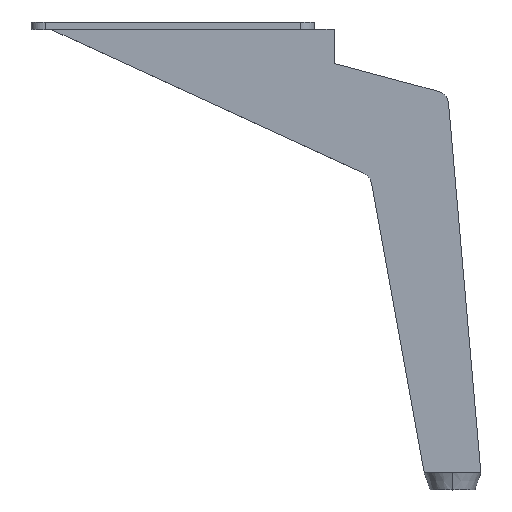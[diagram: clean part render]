
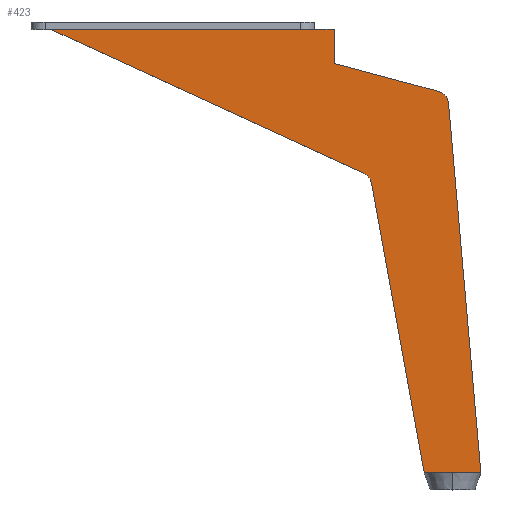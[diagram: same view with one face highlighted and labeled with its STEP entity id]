
A CAD part, top view. The second image highlights one B-rep face of the part: STEP entity #423.
In plain terms, the highlighted planar face has unit normal (0, 0, 1).
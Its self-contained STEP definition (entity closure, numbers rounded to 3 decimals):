
#17 = EDGE_CURVE ( 'NONE', #688, #1220, #910, .T. ) ;
#32 = CARTESIAN_POINT ( 'NONE',  ( 151.704, -159., 4. ) ) ;
#43 = EDGE_CURVE ( 'NONE', #1220, #1108, #270, .T. ) ;
#51 = CARTESIAN_POINT ( 'NONE',  ( 151.704, -159., 4. ) ) ;
#118 = EDGE_CURVE ( 'NONE', #1081, #606, #260, .T. ) ;
#126 = DIRECTION ( 'NONE',  ( 1., 0., 0. ) ) ;
#157 = DIRECTION ( 'NONE',  ( 0.179, -0.984, 0. ) ) ;
#185 = VERTEX_POINT ( 'NONE', #948 ) ;
#187 = VERTEX_POINT ( 'NONE', #439 ) ;
#204 = EDGE_CURVE ( 'NONE', #606, #926, #564, .T. ) ;
#209 = CARTESIAN_POINT ( 'NONE',  ( 132.539, -159., 4. ) ) ;
#213 = AXIS2_PLACEMENT_3D ( 'NONE', #729, #316, #421 ) ;
#234 = LINE ( 'NONE', #630, #1149 ) ;
#259 = EDGE_CURVE ( 'NONE', #926, #185, #1261, .T. ) ;
#260 = LINE ( 'NONE', #675, #624 ) ;
#264 = LINE ( 'NONE', #1086, #808 ) ;
#270 = CIRCLE ( 'NONE', #661, 5. ) ;
#308 = FACE_OUTER_BOUND ( 'NONE', #1236, .T. ) ;
#316 = DIRECTION ( 'NONE',  ( 0., 0., -1. ) ) ;
#340 = CARTESIAN_POINT ( 'NONE',  ( 0., -2.5, 4. ) ) ;
#342 = CARTESIAN_POINT ( 'NONE',  ( 112.662, -54.3, 4. ) ) ;
#347 = CARTESIAN_POINT ( 'NONE',  ( 150.87, -159., 4. ) ) ;
#365 = CARTESIAN_POINT ( 'NONE',  ( 100., -14.5, 4. ) ) ;
#371 = CARTESIAN_POINT ( 'NONE',  ( 151.704, -159., 4. ) ) ;
#373 = DIRECTION ( 'NONE',  ( 0., 1., 0. ) ) ;
#374 = CARTESIAN_POINT ( 'NONE',  ( 100., -14.5, 4. ) ) ;
#421 = DIRECTION ( 'NONE',  ( 1., 0., 0. ) ) ;
#423 = ADVANCED_FACE ( 'NONE', ( #308 ), #621, .T. ) ;
#425 = VERTEX_POINT ( 'NONE', #945 ) ;
#435 = ORIENTED_EDGE ( 'NONE', *, *, #480, .T. ) ;
#436 = VECTOR ( 'NONE', #776, 1000. ) ;
#439 = CARTESIAN_POINT ( 'NONE',  ( 113.128, -56.861, 4. ) ) ;
#480 = EDGE_CURVE ( 'NONE', #185, #425, #1151, .T. ) ;
#496 = ORIENTED_EDGE ( 'NONE', *, *, #204, .T. ) ;
#500 = VECTOR ( 'NONE', #782, 1000. ) ;
#537 = DIRECTION ( 'NONE',  ( 0., 0., 1. ) ) ;
#544 = DIRECTION ( 'NONE',  ( 1., 0., 0. ) ) ;
#554 = DIRECTION ( 'NONE',  ( 0.909, -0.418, 0. ) ) ;
#564 = LINE ( 'NONE', #843, #931 ) ;
#581 = LINE ( 'NONE', #51, #1252 ) ;
#586 = VECTOR ( 'NONE', #1321, 1000. ) ;
#597 = DIRECTION ( 'NONE',  ( 1., 0., 0. ) ) ;
#606 = VERTEX_POINT ( 'NONE', #1022 ) ;
#621 = PLANE ( 'NONE',  #1255 ) ;
#624 = VECTOR ( 'NONE', #373, 1000. ) ;
#630 = CARTESIAN_POINT ( 'NONE',  ( 151.704, -159., 4. ) ) ;
#637 = ORIENTED_EDGE ( 'NONE', *, *, #43, .T. ) ;
#661 = AXIS2_PLACEMENT_3D ( 'NONE', #1105, #689, #597 ) ;
#672 = DIRECTION ( 'NONE',  ( 1., 0., 0. ) ) ;
#675 = CARTESIAN_POINT ( 'NONE',  ( 100., -2.5, 4. ) ) ;
#688 = VERTEX_POINT ( 'NONE', #32 ) ;
#689 = DIRECTION ( 'NONE',  ( 0., 0., 1. ) ) ;
#715 = ORIENTED_EDGE ( 'NONE', *, *, #718, .T. ) ;
#718 = EDGE_CURVE ( 'NONE', #835, #688, #581, .T. ) ;
#725 = ORIENTED_EDGE ( 'NONE', *, *, #777, .T. ) ;
#729 = CARTESIAN_POINT ( 'NONE',  ( 108.209, -57.755, 4. ) ) ;
#750 = EDGE_CURVE ( 'NONE', #1108, #1081, #1101, .T. ) ;
#776 = DIRECTION ( 'NONE',  ( 1., 0., 0. ) ) ;
#777 = EDGE_CURVE ( 'NONE', #1314, #835, #1093, .T. ) ;
#782 = DIRECTION ( 'NONE',  ( -0.966, 0.259, 0. ) ) ;
#783 = EDGE_CURVE ( 'NONE', #187, #1353, #264, .T. ) ;
#808 = VECTOR ( 'NONE', #157, 1000. ) ;
#815 = CARTESIAN_POINT ( 'NONE',  ( 131.704, -159., 4. ) ) ;
#835 = VERTEX_POINT ( 'NONE', #347 ) ;
#843 = CARTESIAN_POINT ( 'NONE',  ( 0., -2.5, 4. ) ) ;
#854 = ORIENTED_EDGE ( 'NONE', *, *, #259, .T. ) ;
#865 = DIRECTION ( 'NONE',  ( -1., 0., 0. ) ) ;
#900 = CIRCLE ( 'NONE', #213, 5. ) ;
#910 = LINE ( 'NONE', #1193, #586 ) ;
#919 = EDGE_CURVE ( 'NONE', #1353, #1314, #234, .T. ) ;
#926 = VERTEX_POINT ( 'NONE', #949 ) ;
#931 = VECTOR ( 'NONE', #865, 1000. ) ;
#945 = CARTESIAN_POINT ( 'NONE',  ( 110.297, -53.213, 4. ) ) ;
#948 = CARTESIAN_POINT ( 'NONE',  ( 0., -2.5, 4. ) ) ;
#949 = CARTESIAN_POINT ( 'NONE',  ( 93., -2.5, 4. ) ) ;
#972 = VECTOR ( 'NONE', #1067, 1000. ) ;
#1005 = ORIENTED_EDGE ( 'NONE', *, *, #118, .T. ) ;
#1007 = ORIENTED_EDGE ( 'NONE', *, *, #783, .T. ) ;
#1008 = CARTESIAN_POINT ( 'NONE',  ( 140.305, -28.706, 4. ) ) ;
#1022 = CARTESIAN_POINT ( 'NONE',  ( 100., -2.5, 4. ) ) ;
#1067 = DIRECTION ( 'NONE',  ( -1., 0., 0. ) ) ;
#1080 = VECTOR ( 'NONE', #554, 1000. ) ;
#1081 = VERTEX_POINT ( 'NONE', #374 ) ;
#1086 = CARTESIAN_POINT ( 'NONE',  ( 131.704, -159., 4. ) ) ;
#1093 = LINE ( 'NONE', #371, #436 ) ;
#1101 = LINE ( 'NONE', #365, #500 ) ;
#1105 = CARTESIAN_POINT ( 'NONE',  ( 135.324, -29.141, 4. ) ) ;
#1108 = VERTEX_POINT ( 'NONE', #1198 ) ;
#1126 = ORIENTED_EDGE ( 'NONE', *, *, #1328, .T. ) ;
#1127 = CARTESIAN_POINT ( 'NONE',  ( 0., 0., 4. ) ) ;
#1132 = ORIENTED_EDGE ( 'NONE', *, *, #17, .T. ) ;
#1149 = VECTOR ( 'NONE', #126, 1000. ) ;
#1151 = LINE ( 'NONE', #342, #1080 ) ;
#1193 = CARTESIAN_POINT ( 'NONE',  ( 140., -25.218, 4. ) ) ;
#1195 = ORIENTED_EDGE ( 'NONE', *, *, #919, .T. ) ;
#1198 = CARTESIAN_POINT ( 'NONE',  ( 136.618, -24.312, 4. ) ) ;
#1220 = VERTEX_POINT ( 'NONE', #1008 ) ;
#1236 = EDGE_LOOP ( 'NONE', ( #1132, #637, #1307, #1005, #496, #854, #435, #1126, #1007, #1195, #725, #715 ) ) ;
#1252 = VECTOR ( 'NONE', #672, 1000. ) ;
#1255 = AXIS2_PLACEMENT_3D ( 'NONE', #1127, #537, #544 ) ;
#1261 = LINE ( 'NONE', #340, #972 ) ;
#1307 = ORIENTED_EDGE ( 'NONE', *, *, #750, .T. ) ;
#1314 = VERTEX_POINT ( 'NONE', #209 ) ;
#1321 = DIRECTION ( 'NONE',  ( -0.087, 0.996, 0. ) ) ;
#1328 = EDGE_CURVE ( 'NONE', #425, #187, #900, .T. ) ;
#1353 = VERTEX_POINT ( 'NONE', #815 ) ;
